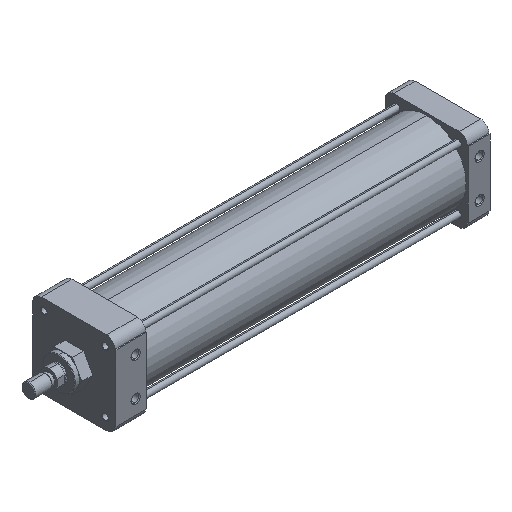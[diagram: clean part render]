
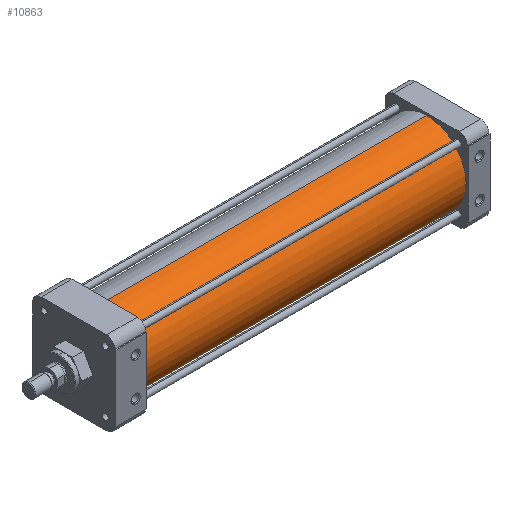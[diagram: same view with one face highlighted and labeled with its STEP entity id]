
A CAD part, isometric view. The second image highlights one B-rep face of the part: STEP entity #10863.
In plain terms, the highlighted cylindrical face has radius 53.975 mm (diameter 107.95 mm), a partial arc.
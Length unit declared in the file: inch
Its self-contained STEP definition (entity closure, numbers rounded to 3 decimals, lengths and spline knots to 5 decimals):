
#16 = DIRECTION ( 'NONE',  ( 0., 0., -1. ) ) ;
#71 = CARTESIAN_POINT ( 'NONE',  ( 1.67, 0., 2.125 ) ) ;
#688 = DIRECTION ( 'NONE',  ( 1., 0., 0. ) ) ;
#1658 = CARTESIAN_POINT ( 'NONE',  ( 19.076, 0., 2.125 ) ) ;
#1884 = DIRECTION ( 'NONE',  ( 0., 0., -1. ) ) ;
#2064 = CIRCLE ( 'NONE', #7592, 2.125 ) ;
#2176 = DIRECTION ( 'NONE',  ( 1., 0., 0. ) ) ;
#2296 = CIRCLE ( 'NONE', #9206, 2.125 ) ;
#2579 = DIRECTION ( 'NONE',  ( 1., 0., 0. ) ) ;
#3569 = FACE_OUTER_BOUND ( 'NONE', #3817, .T. ) ;
#3817 = EDGE_LOOP ( 'NONE', ( #8507, #6922, #5829, #4216 ) ) ;
#4216 = ORIENTED_EDGE ( 'NONE', *, *, #7468, .T. ) ;
#4440 = CYLINDRICAL_SURFACE ( 'NONE', #12914, 2.125 ) ;
#4583 = VERTEX_POINT ( 'NONE', #71 ) ;
#5829 = ORIENTED_EDGE ( 'NONE', *, *, #6439, .T. ) ;
#5919 = CARTESIAN_POINT ( 'NONE',  ( 19.076, 0., -2.125 ) ) ;
#6212 = VERTEX_POINT ( 'NONE', #12203 ) ;
#6220 = CARTESIAN_POINT ( 'NONE',  ( 19.076, 0., 2.125 ) ) ;
#6439 = EDGE_CURVE ( 'NONE', #6212, #6875, #12919, .T. ) ;
#6724 = EDGE_CURVE ( 'NONE', #4583, #6212, #2064, .T. ) ;
#6875 = VERTEX_POINT ( 'NONE', #13762 ) ;
#6885 = DIRECTION ( 'NONE',  ( -1., 0., 0. ) ) ;
#6922 = ORIENTED_EDGE ( 'NONE', *, *, #6724, .T. ) ;
#7468 = EDGE_CURVE ( 'NONE', #6875, #9748, #2296, .T. ) ;
#7592 = AXIS2_PLACEMENT_3D ( 'NONE', #9006, #2176, #10120 ) ;
#8352 = LINE ( 'NONE', #6220, #11297 ) ;
#8507 = ORIENTED_EDGE ( 'NONE', *, *, #12474, .F. ) ;
#8681 = CARTESIAN_POINT ( 'NONE',  ( 19.076, 0., 0. ) ) ;
#9006 = CARTESIAN_POINT ( 'NONE',  ( 1.67, 0., 0. ) ) ;
#9206 = AXIS2_PLACEMENT_3D ( 'NONE', #13626, #6885, #16 ) ;
#9567 = VECTOR ( 'NONE', #2579, 39.37008 ) ;
#9592 = DIRECTION ( 'NONE',  ( 1., 0., 0. ) ) ;
#9748 = VERTEX_POINT ( 'NONE', #1658 ) ;
#10120 = DIRECTION ( 'NONE',  ( 0., 0., -1. ) ) ;
#10863 = ADVANCED_FACE ( 'NONE', ( #3569 ), #4440, .T. ) ;
#11297 = VECTOR ( 'NONE', #9592, 39.37008 ) ;
#12203 = CARTESIAN_POINT ( 'NONE',  ( 1.67, 0., -2.125 ) ) ;
#12474 = EDGE_CURVE ( 'NONE', #4583, #9748, #8352, .T. ) ;
#12914 = AXIS2_PLACEMENT_3D ( 'NONE', #8681, #688, #1884 ) ;
#12919 = LINE ( 'NONE', #5919, #9567 ) ;
#13626 = CARTESIAN_POINT ( 'NONE',  ( 19.076, 0., 0. ) ) ;
#13762 = CARTESIAN_POINT ( 'NONE',  ( 19.076, 0., -2.125 ) ) ;
